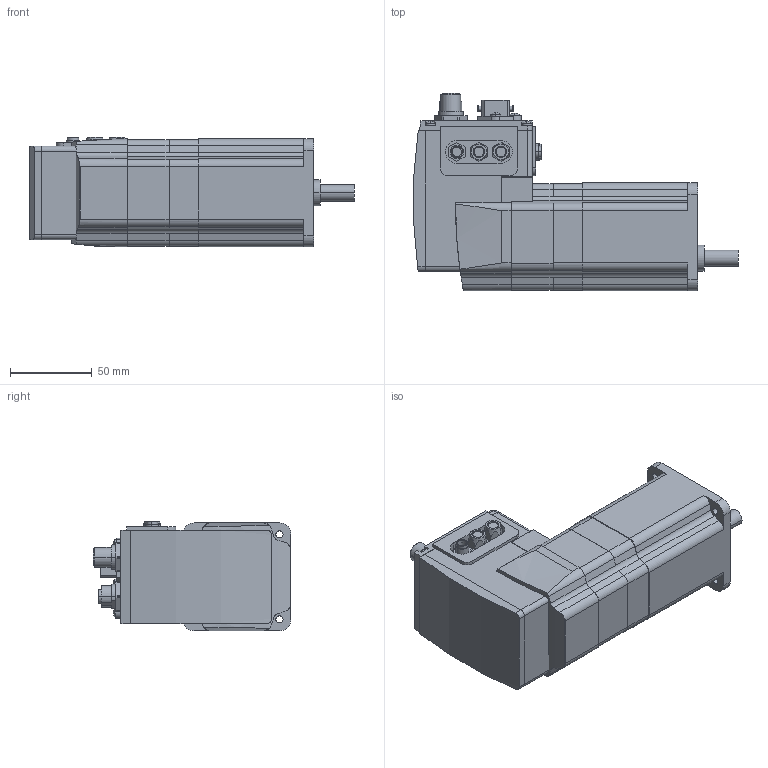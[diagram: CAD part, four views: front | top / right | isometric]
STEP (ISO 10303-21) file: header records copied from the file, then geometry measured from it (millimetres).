
FILE_DESCRIPTION(('STEP AP242'),'1');
FILE_NAME('ile1b661pc1a4.stp','2020-11-12T13:07:11',('TraceParts'),('TraceParts S.A.'),'Spatial InterOp 3D',' ',' ');
FILE_SCHEMA(('AP242_MANAGED_MODEL_BASED_3D_ENGINEERING_MIM_LF {1 0 10303 442 1 1 4}'));
Length unit declared in the file: millimetre
Products named in the file (1): ile1b661pc1a4_1
Bounding box: 198.74 x 121 x 67.1 mm (x, y, z)
Volume: 799085.1 mm3; surface area: 119700.5 mm2
Topology: 7 solids, 7 shells, 536 faces, 1407 edges, 927 vertices
Faces by surface type: plane 319, cylinder 195, torus 14, cone 8
Entity records: 31659 total; most frequent: CARTESIAN_POINT 3155, DIRECTION 2837, ORIENTED_EDGE 2786, STYLED_ITEM 2675, PRESENTATION_STYLE_ASSIGNMENT 2675, COLOUR_RGB 2675, EDGE_CURVE 1393, CURVE_STYLE 1299
